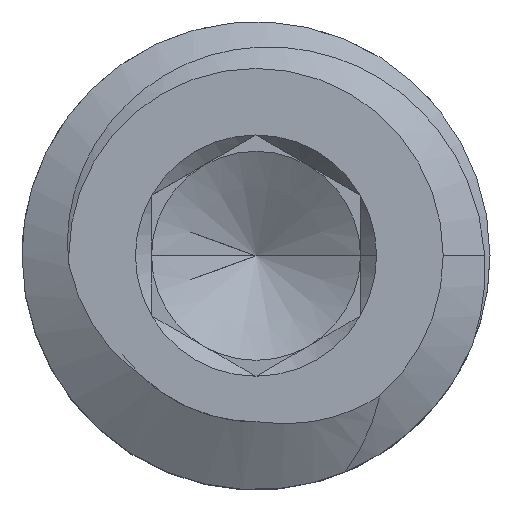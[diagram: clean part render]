
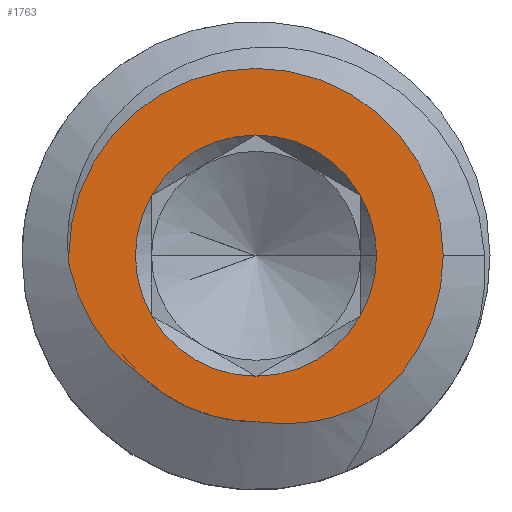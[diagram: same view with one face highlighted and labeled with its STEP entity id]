
A CAD part, top view. The second image highlights one B-rep face of the part: STEP entity #1763.
In plain terms, the highlighted planar face has unit normal (0, 0, 1).
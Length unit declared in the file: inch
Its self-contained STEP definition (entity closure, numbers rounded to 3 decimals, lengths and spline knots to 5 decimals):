
#94 = DIRECTION ( 'NONE',  ( -1., 0., 0. ) ) ;
#105 = VERTEX_POINT ( 'NONE', #780 ) ;
#115 = EDGE_LOOP ( 'NONE', ( #2009, #1996, #673, #1029, #1768, #1311, #1349 ) ) ;
#149 = CIRCLE ( 'NONE', #499, 0.02887 ) ;
#151 = CIRCLE ( 'NONE', #776, 0.02887 ) ;
#153 = VERTEX_POINT ( 'NONE', #1881 ) ;
#171 = FACE_OUTER_BOUND ( 'NONE', #701, .T. ) ;
#191 = EDGE_CURVE ( 'NONE', #695, #648, #591, .T. ) ;
#233 = DIRECTION ( 'NONE',  ( 0., 0., 1. ) ) ;
#251 = DIRECTION ( 'NONE',  ( 0., 0., 1. ) ) ;
#255 = ORIENTED_EDGE ( 'NONE', *, *, #1902, .T. ) ;
#273 = ORIENTED_EDGE ( 'NONE', *, *, #1193, .F. ) ;
#292 = CIRCLE ( 'NONE', #1325, 0.0448 ) ;
#305 = EDGE_CURVE ( 'NONE', #1336, #1215, #936, .T. ) ;
#320 = CIRCLE ( 'NONE', #1283, 0.02887 ) ;
#324 = CARTESIAN_POINT ( 'NONE',  ( 0., 0., 0.07813 ) ) ;
#331 = DIRECTION ( 'NONE',  ( 0., 0., 1. ) ) ;
#356 = AXIS2_PLACEMENT_3D ( 'NONE', #562, #1630, #94 ) ;
#360 = VERTEX_POINT ( 'NONE', #1597 ) ;
#365 = AXIS2_PLACEMENT_3D ( 'NONE', #1104, #816, #1904 ) ;
#374 = DIRECTION ( 'NONE',  ( 0., 0., 1. ) ) ;
#376 = CARTESIAN_POINT ( 'NONE',  ( 0.01031, -0.04044, 0.07813 ) ) ;
#399 = CARTESIAN_POINT ( 'NONE',  ( 0.0448, 0., 0.07813 ) ) ;
#404 = DIRECTION ( 'NONE',  ( 0., 0., 1. ) ) ;
#452 = CARTESIAN_POINT ( 'NONE',  ( 0., 0., 0.07813 ) ) ;
#478 = VERTEX_POINT ( 'NONE', #1784 ) ;
#489 = PLANE ( 'NONE',  #365 ) ;
#491 = ORIENTED_EDGE ( 'NONE', *, *, #1836, .T. ) ;
#494 = CARTESIAN_POINT ( 'NONE',  ( -0.04474, -0.00233, 0.07812 ) ) ;
#499 = AXIS2_PLACEMENT_3D ( 'NONE', #911, #1837, #1216 ) ;
#518 = CARTESIAN_POINT ( 'NONE',  ( 0., -0.03976, 0.07813 ) ) ;
#562 = CARTESIAN_POINT ( 'NONE',  ( 0., 0., 0.07813 ) ) ;
#591 = CIRCLE ( 'NONE', #1445, 0.02887 ) ;
#648 = VERTEX_POINT ( 'NONE', #1219 ) ;
#673 = ORIENTED_EDGE ( 'NONE', *, *, #1482, .F. ) ;
#679 = VERTEX_POINT ( 'NONE', #399 ) ;
#692 = EDGE_CURVE ( 'NONE', #1034, #478, #151, .T. ) ;
#695 = VERTEX_POINT ( 'NONE', #1334 ) ;
#701 = EDGE_LOOP ( 'NONE', ( #255, #491, #273, #1666, #1510, #1232 ) ) ;
#724 = CARTESIAN_POINT ( 'NONE',  ( 0., 0., 0.07813 ) ) ;
#729 = EDGE_CURVE ( 'NONE', #105, #1034, #1591, .T. ) ;
#749 = DIRECTION ( 'NONE',  ( 0., 0., 1. ) ) ;
#766 = CARTESIAN_POINT ( 'NONE',  ( 0., -0.03976, 0.07813 ) ) ;
#772 = DIRECTION ( 'NONE',  ( -1., 0., 0. ) ) ;
#776 = AXIS2_PLACEMENT_3D ( 'NONE', #1692, #404, #1651 ) ;
#780 = CARTESIAN_POINT ( 'NONE',  ( -0.025, 0.01443, 0.07813 ) ) ;
#816 = DIRECTION ( 'NONE',  ( 0., 0., 1. ) ) ;
#819 = CIRCLE ( 'NONE', #1214, 0.02887 ) ;
#828 = CARTESIAN_POINT ( 'NONE',  ( -0.03668, -0.0223, 0.07812 ) ) ;
#860 = VERTEX_POINT ( 'NONE', #981 ) ;
#897 = VERTEX_POINT ( 'NONE', #1764 ) ;
#911 = CARTESIAN_POINT ( 'NONE',  ( 0., 0., 0.07813 ) ) ;
#936 = B_SPLINE_CURVE_WITH_KNOTS ( 'NONE', 3,
 ( #494, #1746, #828, #1923 ),
 .UNSPECIFIED., .F., .F.,
 ( 4, 4 ),
 ( 0.00009, 0.00089 ),
 .UNSPECIFIED. ) ;
#949 = CARTESIAN_POINT ( 'NONE',  ( -0.02047, -0.03563, 0.07812 ) ) ;
#981 = CARTESIAN_POINT ( 'NONE',  ( 0.02964, -0.03359, 0.07813 ) ) ;
#996 = EDGE_CURVE ( 'NONE', #648, #153, #320, .T. ) ;
#1003 = CARTESIAN_POINT ( 'NONE',  ( 0., 0., 0.07813 ) ) ;
#1026 = CARTESIAN_POINT ( 'NONE',  ( 0., 0., 0.07813 ) ) ;
#1029 = ORIENTED_EDGE ( 'NONE', *, *, #1071, .F. ) ;
#1034 = VERTEX_POINT ( 'NONE', #1947 ) ;
#1069 = CIRCLE ( 'NONE', #356, 0.0448 ) ;
#1071 = EDGE_CURVE ( 'NONE', #478, #897, #819, .T. ) ;
#1080 = DIRECTION ( 'NONE',  ( 1., 0., 0. ) ) ;
#1081 = VERTEX_POINT ( 'NONE', #1481 ) ;
#1104 = CARTESIAN_POINT ( 'NONE',  ( 0., 0., 0.07813 ) ) ;
#1114 = DIRECTION ( 'NONE',  ( 1., 0., 0. ) ) ;
#1140 = EDGE_CURVE ( 'NONE', #1336, #1081, #1069, .T. ) ;
#1151 = DIRECTION ( 'NONE',  ( 1., 0., 0. ) ) ;
#1154 = CARTESIAN_POINT ( 'NONE',  ( 0.00514, -0.04057, 0.07812 ) ) ;
#1166 = DIRECTION ( 'NONE',  ( 0., 0., -1. ) ) ;
#1177 = AXIS2_PLACEMENT_3D ( 'NONE', #1003, #374, #1151 ) ;
#1193 = EDGE_CURVE ( 'NONE', #679, #860, #292, .T. ) ;
#1210 = DIRECTION ( 'NONE',  ( 0., 0., -1. ) ) ;
#1214 = AXIS2_PLACEMENT_3D ( 'NONE', #1026, #251, #1327 ) ;
#1215 = VERTEX_POINT ( 'NONE', #1653 ) ;
#1216 = DIRECTION ( 'NONE',  ( 1., 0., 0. ) ) ;
#1219 = CARTESIAN_POINT ( 'NONE',  ( 0.025, 0.01443, 0.07813 ) ) ;
#1232 = ORIENTED_EDGE ( 'NONE', *, *, #305, .T. ) ;
#1283 = AXIS2_PLACEMENT_3D ( 'NONE', #724, #233, #1808 ) ;
#1311 = ORIENTED_EDGE ( 'NONE', *, *, #729, .F. ) ;
#1325 = AXIS2_PLACEMENT_3D ( 'NONE', #1645, #1166, #1650 ) ;
#1327 = DIRECTION ( 'NONE',  ( 1., 0., 0. ) ) ;
#1332 = EDGE_CURVE ( 'NONE', #1081, #679, #1908, .T. ) ;
#1334 = CARTESIAN_POINT ( 'NONE',  ( 0.02887, 0., 0.07813 ) ) ;
#1336 = VERTEX_POINT ( 'NONE', #2024 ) ;
#1338 = B_SPLINE_CURVE_WITH_KNOTS ( 'NONE', 3,
 ( #518, #1154, #376, #1762, #1617, #1913 ),
 .UNSPECIFIED., .F., .F.,
 ( 4, 2, 4 ),
 ( 0., 0.00039, 0.00078 ),
 .UNSPECIFIED. ) ;
#1349 = ORIENTED_EDGE ( 'NONE', *, *, #1614, .F. ) ;
#1432 = AXIS2_PLACEMENT_3D ( 'NONE', #452, #1210, #772 ) ;
#1445 = AXIS2_PLACEMENT_3D ( 'NONE', #324, #331, #1114 ) ;
#1446 = AXIS2_PLACEMENT_3D ( 'NONE', #1682, #749, #1080 ) ;
#1465 = CIRCLE ( 'NONE', #1446, 0.02887 ) ;
#1481 = CARTESIAN_POINT ( 'NONE',  ( -0.0448, 0., 0.07813 ) ) ;
#1482 = EDGE_CURVE ( 'NONE', #897, #695, #149, .T. ) ;
#1510 = ORIENTED_EDGE ( 'NONE', *, *, #1140, .F. ) ;
#1554 = CARTESIAN_POINT ( 'NONE',  ( -0.01036, -0.03976, 0.07813 ) ) ;
#1591 = CIRCLE ( 'NONE', #1177, 0.02887 ) ;
#1597 = CARTESIAN_POINT ( 'NONE',  ( 0., -0.03976, 0.07813 ) ) ;
#1605 = CARTESIAN_POINT ( 'NONE',  ( -0.02786, -0.02837, 0.07812 ) ) ;
#1606 = B_SPLINE_CURVE_WITH_KNOTS ( 'NONE', 3,
 ( #1605, #949, #1554, #766 ),
 .UNSPECIFIED., .F., .F.,
 ( 4, 4 ),
 ( 0., 0.00079 ),
 .UNSPECIFIED. ) ;
#1614 = EDGE_CURVE ( 'NONE', #153, #105, #1465, .T. ) ;
#1617 = CARTESIAN_POINT ( 'NONE',  ( 0.02528, -0.03637, 0.07812 ) ) ;
#1630 = DIRECTION ( 'NONE',  ( 0., 0., -1. ) ) ;
#1645 = CARTESIAN_POINT ( 'NONE',  ( 0., 0., 0.07813 ) ) ;
#1650 = DIRECTION ( 'NONE',  ( -1., 0., 0. ) ) ;
#1651 = DIRECTION ( 'NONE',  ( 1., 0., 0. ) ) ;
#1653 = CARTESIAN_POINT ( 'NONE',  ( -0.02786, -0.02837, 0.07812 ) ) ;
#1666 = ORIENTED_EDGE ( 'NONE', *, *, #1332, .F. ) ;
#1682 = CARTESIAN_POINT ( 'NONE',  ( 0., 0., 0.07813 ) ) ;
#1692 = CARTESIAN_POINT ( 'NONE',  ( 0., 0., 0.07813 ) ) ;
#1706 = FACE_BOUND ( 'NONE', #115, .T. ) ;
#1746 = CARTESIAN_POINT ( 'NONE',  ( -0.04252, -0.01266, 0.07812 ) ) ;
#1762 = CARTESIAN_POINT ( 'NONE',  ( 0.02046, -0.03833, 0.07813 ) ) ;
#1763 = ADVANCED_FACE ( 'NONE', ( #1706, #171 ), #489, .T. ) ;
#1764 = CARTESIAN_POINT ( 'NONE',  ( 0.025, -0.01443, 0.07813 ) ) ;
#1768 = ORIENTED_EDGE ( 'NONE', *, *, #692, .F. ) ;
#1784 = CARTESIAN_POINT ( 'NONE',  ( 0., -0.02887, 0.07813 ) ) ;
#1808 = DIRECTION ( 'NONE',  ( 1., 0., 0. ) ) ;
#1836 = EDGE_CURVE ( 'NONE', #360, #860, #1338, .T. ) ;
#1837 = DIRECTION ( 'NONE',  ( 0., 0., 1. ) ) ;
#1881 = CARTESIAN_POINT ( 'NONE',  ( 0., 0.02887, 0.07813 ) ) ;
#1902 = EDGE_CURVE ( 'NONE', #1215, #360, #1606, .T. ) ;
#1904 = DIRECTION ( 'NONE',  ( 1., 0., 0. ) ) ;
#1908 = CIRCLE ( 'NONE', #1432, 0.0448 ) ;
#1913 = CARTESIAN_POINT ( 'NONE',  ( 0.02964, -0.03359, 0.07813 ) ) ;
#1923 = CARTESIAN_POINT ( 'NONE',  ( -0.02786, -0.02837, 0.07812 ) ) ;
#1947 = CARTESIAN_POINT ( 'NONE',  ( -0.025, -0.01443, 0.07813 ) ) ;
#1996 = ORIENTED_EDGE ( 'NONE', *, *, #191, .F. ) ;
#2009 = ORIENTED_EDGE ( 'NONE', *, *, #996, .F. ) ;
#2024 = CARTESIAN_POINT ( 'NONE',  ( -0.04474, -0.00233, 0.07812 ) ) ;
